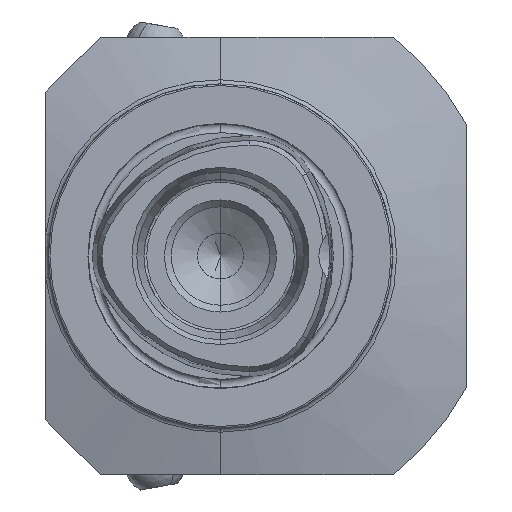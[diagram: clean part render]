
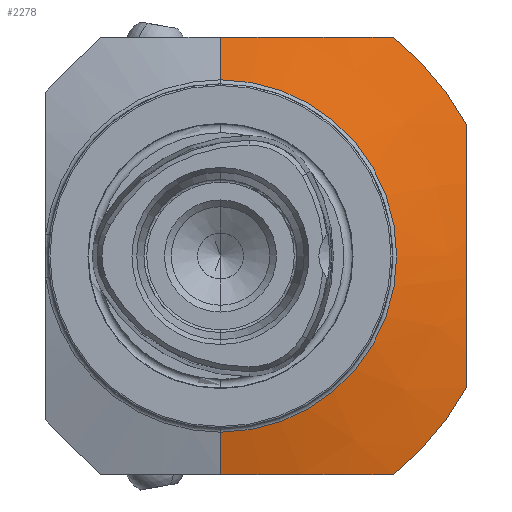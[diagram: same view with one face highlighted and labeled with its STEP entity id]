
A CAD part, left-side view. The second image highlights one B-rep face of the part: STEP entity #2278.
In plain terms, the highlighted conical face has half-angle 75 degrees and reference radius 51 mm.
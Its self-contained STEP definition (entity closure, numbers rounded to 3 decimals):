
#242 = AXIS2_PLACEMENT_3D ( 'NONE', #2317, #1833, #1758 ) ;
#258 = CARTESIAN_POINT ( 'NONE',  ( 25.618, -45., -4.015 ) ) ;
#282 = LINE ( 'NONE', #4726, #5557 ) ;
#339 = DIRECTION ( 'NONE',  ( -1., 0., 0. ) ) ;
#383 = CARTESIAN_POINT ( 'NONE',  ( 22.199, 0., -32.241 ) ) ;
#482 = FACE_OUTER_BOUND ( 'NONE', #2511, .T. ) ;
#514 = CARTESIAN_POINT ( 'NONE',  ( 25.609, -21.122, 40. ) ) ;
#572 = CARTESIAN_POINT ( 'NONE',  ( 24.828, -13.214, -40. ) ) ;
#609 = CARTESIAN_POINT ( 'NONE',  ( 27.225, 0., 51. ) ) ;
#613 = VERTEX_POINT ( 'NONE', #1991 ) ;
#639 = VERTEX_POINT ( 'NONE', #4486 ) ;
#757 = ORIENTED_EDGE ( 'NONE', *, *, #1822, .F. ) ;
#780 = AXIS2_PLACEMENT_3D ( 'NONE', #6456, #339, #3835 ) ;
#804 = CARTESIAN_POINT ( 'NONE',  ( 26.316, -45., -16.009 ) ) ;
#829 = CARTESIAN_POINT ( 'NONE',  ( 27.225, -45., -24. ) ) ;
#921 = CARTESIAN_POINT ( 'NONE',  ( 27.225, -31.639, -40. ) ) ;
#933 = ORIENTED_EDGE ( 'NONE', *, *, #2927, .T. ) ;
#1031 = CARTESIAN_POINT ( 'NONE',  ( 27.225, -31.639, 40. ) ) ;
#1062 = CARTESIAN_POINT ( 'NONE',  ( 24.278, 0., -40. ) ) ;
#1067 = ORIENTED_EDGE ( 'NONE', *, *, #6300, .F. ) ;
#1121 = CARTESIAN_POINT ( 'NONE',  ( 24.278, 0., -40. ) ) ;
#1146 = DIRECTION ( 'NONE',  ( 0.259, 0., 0.966 ) ) ;
#1261 = CARTESIAN_POINT ( 'NONE',  ( 26.314, -45., 15.991 ) ) ;
#1266 = VERTEX_POINT ( 'NONE', #4220 ) ;
#1292 = VERTEX_POINT ( 'NONE', #3694 ) ;
#1680 = LINE ( 'NONE', #609, #6010 ) ;
#1732 = DIRECTION ( 'NONE',  ( -1., 0., 0. ) ) ;
#1758 = DIRECTION ( 'NONE',  ( 0., 0., -1. ) ) ;
#1822 = EDGE_CURVE ( 'NONE', #5766, #613, #1680, .T. ) ;
#1833 = DIRECTION ( 'NONE',  ( 1., 0., 0. ) ) ;
#1917 = CARTESIAN_POINT ( 'NONE',  ( 22.199, 0., 32.241 ) ) ;
#1991 = CARTESIAN_POINT ( 'NONE',  ( 24.278, 0., 40. ) ) ;
#2013 = CARTESIAN_POINT ( 'NONE',  ( 24.624, -10.575, 40. ) ) ;
#2057 = ORIENTED_EDGE ( 'NONE', *, *, #5072, .T. ) ;
#2170 = B_SPLINE_CURVE_WITH_KNOTS ( 'NONE', 3,
 ( #5872, #3001, #2875, #2013, #2535, #514, #4022, #1031 ),
 .UNSPECIFIED., .F., .F.,
 ( 4, 2, 2, 4 ),
 ( 0.142, 0.15, 0.158, 0.174 ),
 .UNSPECIFIED. ) ;
#2194 = VERTEX_POINT ( 'NONE', #1121 ) ;
#2238 = DIRECTION ( 'NONE',  ( 0., 0., 1. ) ) ;
#2278 = ADVANCED_FACE ( 'NONE', ( #482 ), #3445, .T. ) ;
#2293 = CARTESIAN_POINT ( 'NONE',  ( 27.225, -45., 24. ) ) ;
#2313 = CARTESIAN_POINT ( 'NONE',  ( 26.72, -45., 19.995 ) ) ;
#2317 = CARTESIAN_POINT ( 'NONE',  ( 22.199, 0., 0. ) ) ;
#2340 = CARTESIAN_POINT ( 'NONE',  ( 25.763, -45., -8.014 ) ) ;
#2511 = EDGE_LOOP ( 'NONE', ( #757, #2057, #2916, #2761, #933, #1067, #5499, #4769 ) ) ;
#2535 = CARTESIAN_POINT ( 'NONE',  ( 24.828, -13.214, 40. ) ) ;
#2588 = CARTESIAN_POINT ( 'NONE',  ( 26.351, -26.383, -40. ) ) ;
#2632 = CARTESIAN_POINT ( 'NONE',  ( 24.624, -10.575, -40. ) ) ;
#2761 = ORIENTED_EDGE ( 'NONE', *, *, #3571, .F. ) ;
#2828 = CARTESIAN_POINT ( 'NONE',  ( 26.721, -45., -20.005 ) ) ;
#2875 = CARTESIAN_POINT ( 'NONE',  ( 24.349, -5.292, 40. ) ) ;
#2916 = ORIENTED_EDGE ( 'NONE', *, *, #4934, .T. ) ;
#2927 = EDGE_CURVE ( 'NONE', #639, #1266, #3904, .T. ) ;
#3000 = VERTEX_POINT ( 'NONE', #4903 ) ;
#3001 = CARTESIAN_POINT ( 'NONE',  ( 24.278, -2.648, 40. ) ) ;
#3215 = DIRECTION ( 'NONE',  ( 0., 0., -1. ) ) ;
#3234 = B_SPLINE_CURVE_WITH_KNOTS ( 'NONE', 3,
 ( #2293, #2313, #1261, #4267, #5823, #258, #2340, #804, #2828, #829 ),
 .UNSPECIFIED., .F., .F.,
 ( 4, 2, 2, 2, 4 ),
 ( 0.147, 0.159, 0.171, 0.183, 0.196 ),
 .UNSPECIFIED. ) ;
#3445 = CONICAL_SURFACE ( 'NONE', #5114, 51., 1.309 ) ;
#3571 = EDGE_CURVE ( 'NONE', #639, #2194, #4511, .T. ) ;
#3694 = CARTESIAN_POINT ( 'NONE',  ( 27.225, -45., 24. ) ) ;
#3714 = EDGE_CURVE ( 'NONE', #1292, #3000, #4296, .T. ) ;
#3765 = DIRECTION ( 'NONE',  ( 1., 0., 0. ) ) ;
#3835 = DIRECTION ( 'NONE',  ( 0., 0., 1. ) ) ;
#3904 = CIRCLE ( 'NONE', #780, 51. ) ;
#4022 = CARTESIAN_POINT ( 'NONE',  ( 26.351, -26.383, 40. ) ) ;
#4220 = CARTESIAN_POINT ( 'NONE',  ( 27.225, -45., -24. ) ) ;
#4267 = CARTESIAN_POINT ( 'NONE',  ( 25.762, -45., 7.986 ) ) ;
#4296 = CIRCLE ( 'NONE', #4443, 51. ) ;
#4443 = AXIS2_PLACEMENT_3D ( 'NONE', #6240, #1732, #2238 ) ;
#4486 = CARTESIAN_POINT ( 'NONE',  ( 27.225, -31.639, -40. ) ) ;
#4511 = B_SPLINE_CURVE_WITH_KNOTS ( 'NONE', 3,
 ( #921, #2588, #5127, #572, #2632, #5606, #5628, #1062 ),
 .UNSPECIFIED., .F., .F.,
 ( 4, 2, 2, 4 ),
 ( 0.059, 0.075, 0.083, 0.091 ),
 .UNSPECIFIED. ) ;
#4726 = CARTESIAN_POINT ( 'NONE',  ( 27.225, 0., -51. ) ) ;
#4769 = ORIENTED_EDGE ( 'NONE', *, *, #4793, .F. ) ;
#4793 = EDGE_CURVE ( 'NONE', #613, #3000, #2170, .T. ) ;
#4903 = CARTESIAN_POINT ( 'NONE',  ( 27.225, -31.639, 40. ) ) ;
#4934 = EDGE_CURVE ( 'NONE', #5236, #2194, #282, .T. ) ;
#5072 = EDGE_CURVE ( 'NONE', #5766, #5236, #5788, .T. ) ;
#5114 = AXIS2_PLACEMENT_3D ( 'NONE', #5266, #3765, #3215 ) ;
#5127 = CARTESIAN_POINT ( 'NONE',  ( 25.609, -21.122, -40. ) ) ;
#5156 = DIRECTION ( 'NONE',  ( 0.259, 0., -0.966 ) ) ;
#5236 = VERTEX_POINT ( 'NONE', #383 ) ;
#5266 = CARTESIAN_POINT ( 'NONE',  ( 27.225, 0., 0. ) ) ;
#5499 = ORIENTED_EDGE ( 'NONE', *, *, #3714, .T. ) ;
#5557 = VECTOR ( 'NONE', #5156, 1000. ) ;
#5606 = CARTESIAN_POINT ( 'NONE',  ( 24.349, -5.292, -40. ) ) ;
#5628 = CARTESIAN_POINT ( 'NONE',  ( 24.278, -2.648, -40. ) ) ;
#5766 = VERTEX_POINT ( 'NONE', #1917 ) ;
#5788 = CIRCLE ( 'NONE', #242, 32.241 ) ;
#5823 = CARTESIAN_POINT ( 'NONE',  ( 25.617, -45., 3.985 ) ) ;
#5872 = CARTESIAN_POINT ( 'NONE',  ( 24.278, 0., 40. ) ) ;
#6010 = VECTOR ( 'NONE', #1146, 1000. ) ;
#6240 = CARTESIAN_POINT ( 'NONE',  ( 27.225, 0., 0. ) ) ;
#6300 = EDGE_CURVE ( 'NONE', #1292, #1266, #3234, .T. ) ;
#6456 = CARTESIAN_POINT ( 'NONE',  ( 27.225, 0., 0. ) ) ;
